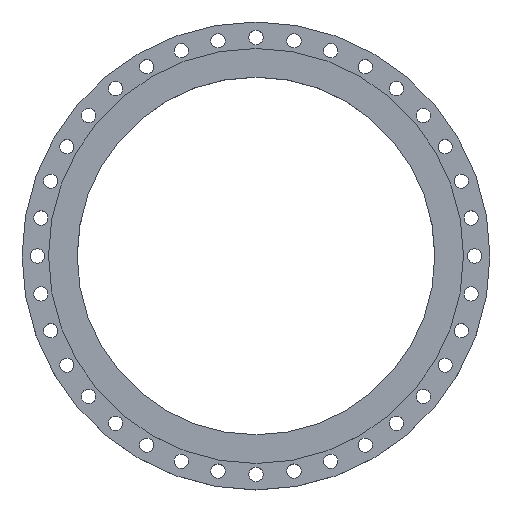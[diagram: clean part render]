
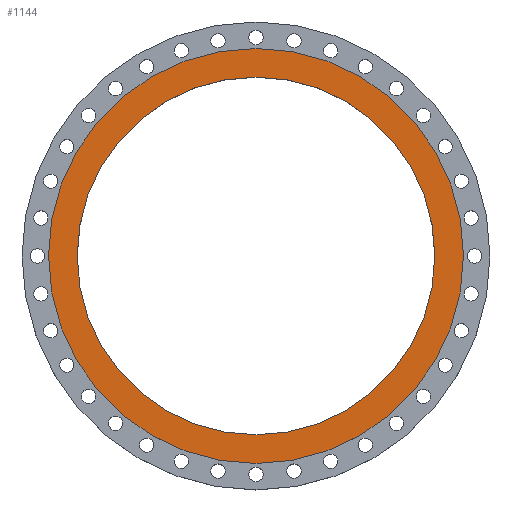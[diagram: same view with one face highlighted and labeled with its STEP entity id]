
A CAD part, top view. The second image highlights one B-rep face of the part: STEP entity #1144.
In plain terms, the highlighted planar face has unit normal (0, 0, 1).
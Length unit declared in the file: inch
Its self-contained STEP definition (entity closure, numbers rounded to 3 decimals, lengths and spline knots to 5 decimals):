
#21 = VERTEX_POINT ( 'NONE', #586 ) ;
#32 = DIRECTION ( 'NONE',  ( 0., 0., 1. ) ) ;
#179 = AXIS2_PLACEMENT_3D ( 'NONE', #620, #2548, #2075 ) ;
#200 = CIRCLE ( 'NONE', #2247, 23.5 ) ;
#311 = VERTEX_POINT ( 'NONE', #2101 ) ;
#317 = DIRECTION ( 'NONE',  ( 1., 0., 0. ) ) ;
#338 = CIRCLE ( 'NONE', #179, 20.25 ) ;
#414 = CARTESIAN_POINT ( 'NONE',  ( 0., 20.25, 0. ) ) ;
#432 = ORIENTED_EDGE ( 'NONE', *, *, #526, .F. ) ;
#434 = DIRECTION ( 'NONE',  ( 0., 0., -1. ) ) ;
#477 = EDGE_CURVE ( 'NONE', #1207, #311, #736, .T. ) ;
#479 = CARTESIAN_POINT ( 'NONE',  ( 0., 0., 0. ) ) ;
#526 = EDGE_CURVE ( 'NONE', #21, #2858, #2013, .T. ) ;
#586 = CARTESIAN_POINT ( 'NONE',  ( -20.25, 0., 0. ) ) ;
#620 = CARTESIAN_POINT ( 'NONE',  ( 0., 0., 0. ) ) ;
#736 = CIRCLE ( 'NONE', #2530, 23.5 ) ;
#941 = AXIS2_PLACEMENT_3D ( 'NONE', #2344, #2042, #1373 ) ;
#944 = EDGE_LOOP ( 'NONE', ( #2506, #3118 ) ) ;
#1127 = FACE_BOUND ( 'NONE', #2129, .T. ) ;
#1144 = ADVANCED_FACE ( 'NONE', ( #1127, #1869 ), #1897, .F. ) ;
#1146 = AXIS2_PLACEMENT_3D ( 'NONE', #414, #434, #1417 ) ;
#1207 = VERTEX_POINT ( 'NONE', #2499 ) ;
#1373 = DIRECTION ( 'NONE',  ( 1., 0., 0. ) ) ;
#1417 = DIRECTION ( 'NONE',  ( -1., 0., 0. ) ) ;
#1461 = DIRECTION ( 'NONE',  ( 0., 0., 1. ) ) ;
#1489 = CARTESIAN_POINT ( 'NONE',  ( 0., 0., 0. ) ) ;
#1736 = DIRECTION ( 'NONE',  ( 1., 0., 0. ) ) ;
#1782 = EDGE_CURVE ( 'NONE', #2858, #21, #338, .T. ) ;
#1869 = FACE_OUTER_BOUND ( 'NONE', #944, .T. ) ;
#1897 = PLANE ( 'NONE',  #1146 ) ;
#2013 = CIRCLE ( 'NONE', #941, 20.25 ) ;
#2042 = DIRECTION ( 'NONE',  ( 0., 0., 1. ) ) ;
#2075 = DIRECTION ( 'NONE',  ( 1., 0., 0. ) ) ;
#2079 = CARTESIAN_POINT ( 'NONE',  ( 20.25, 0., 0. ) ) ;
#2101 = CARTESIAN_POINT ( 'NONE',  ( 23.5, 0., 0. ) ) ;
#2129 = EDGE_LOOP ( 'NONE', ( #2672, #432 ) ) ;
#2247 = AXIS2_PLACEMENT_3D ( 'NONE', #479, #1461, #1736 ) ;
#2344 = CARTESIAN_POINT ( 'NONE',  ( 0., 0., 0. ) ) ;
#2499 = CARTESIAN_POINT ( 'NONE',  ( -23.5, 0., 0. ) ) ;
#2506 = ORIENTED_EDGE ( 'NONE', *, *, #2705, .T. ) ;
#2530 = AXIS2_PLACEMENT_3D ( 'NONE', #1489, #32, #317 ) ;
#2548 = DIRECTION ( 'NONE',  ( 0., 0., 1. ) ) ;
#2672 = ORIENTED_EDGE ( 'NONE', *, *, #1782, .F. ) ;
#2705 = EDGE_CURVE ( 'NONE', #311, #1207, #200, .T. ) ;
#2858 = VERTEX_POINT ( 'NONE', #2079 ) ;
#3118 = ORIENTED_EDGE ( 'NONE', *, *, #477, .T. ) ;
